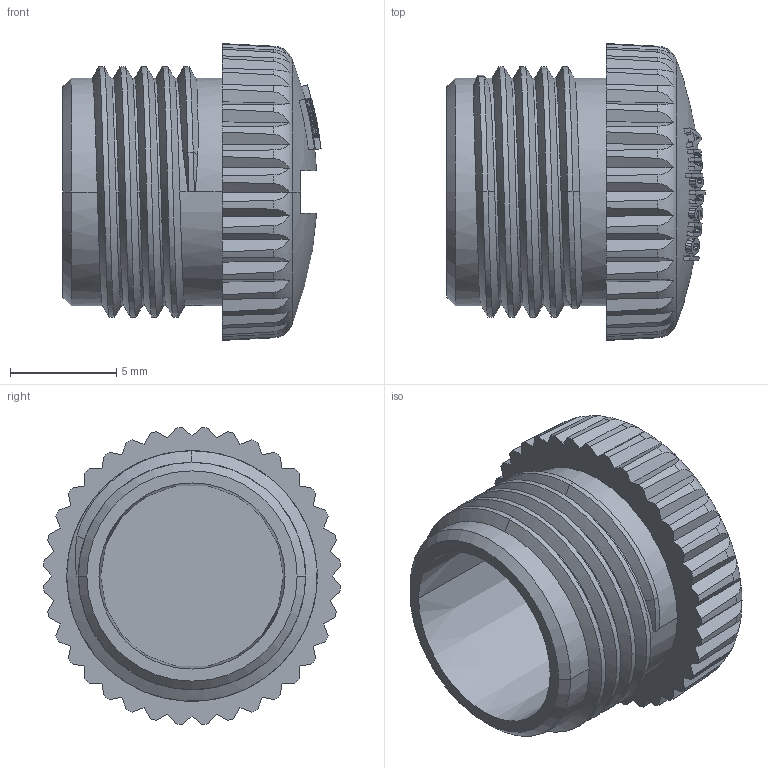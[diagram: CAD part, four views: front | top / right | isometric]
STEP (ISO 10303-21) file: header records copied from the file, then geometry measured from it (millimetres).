
FILE_DESCRIPTION((''),'2;1');
FILE_NAME('CAP-WBDFSMA1','2021-06-28T',('L210023'),(''),'PRO/ENGINEER BY PARAMETRIC TECHNOLOGY CORPORATION, 2017170','PRO/ENGINEER BY PARAMETRIC TECHNOLOGY CORPORATION, 2017170','');
FILE_SCHEMA(('CONFIG_CONTROL_DESIGN'));
Length unit declared in the file: millimetre
Products named in the file (1): CAP-WBDFSMA1
Bounding box: 12.15 x 13.97 x 13.97 mm (x, y, z)
Volume: 725.7 mm3; surface area: 1086.6 mm2
Topology: 1 solids, 1 shells, 366 faces, 1032 edges, 682 vertices
Faces by surface type: bspline 289, cone 40, sphere 14, cylinder 11, plane 10, torus 2
Entity records: 22759 total; most frequent: CARTESIAN_POINT 12428, ORIENTED_EDGE 2064, EDGE_CURVE 1032, DIRECTION 801, VERTEX_POINT 682, B_SPLINE_CURVE_WITH_KNOTS 531, EDGE_LOOP 380, FACE_OUTER_BOUND 366
